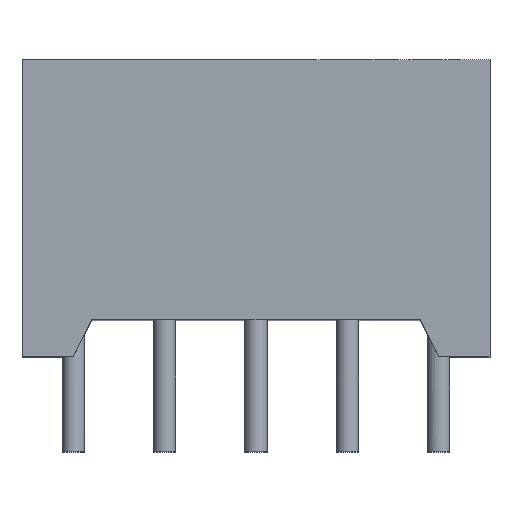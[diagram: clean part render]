
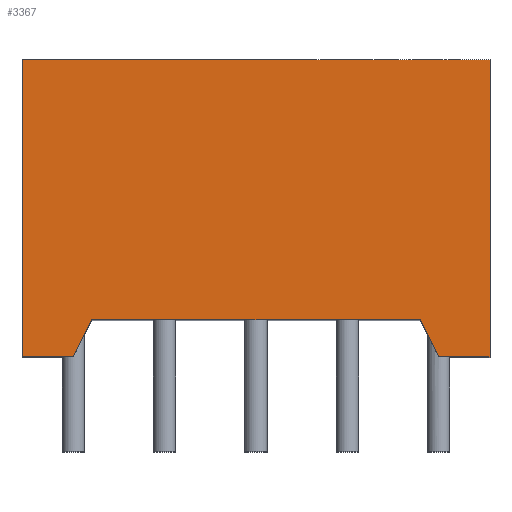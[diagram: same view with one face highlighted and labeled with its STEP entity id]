
A CAD part, top view. The second image highlights one B-rep face of the part: STEP entity #3367.
In plain terms, the highlighted planar face has unit normal (0, 0, 1).
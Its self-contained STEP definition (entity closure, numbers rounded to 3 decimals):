
#186 = EDGE_CURVE ( 'NONE', #1447, #1420, #2914, .T. ) ;
#187 = EDGE_CURVE ( 'NONE', #1420, #459, #2918, .T. ) ;
#195 = EDGE_CURVE ( 'NONE', #1447, #1444, #2931, .T. ) ;
#204 = EDGE_CURVE ( 'NONE', #882, #1439, #2948, .T. ) ;
#220 = EDGE_CURVE ( 'NONE', #1411, #882, #2977, .T. ) ;
#222 = EDGE_CURVE ( 'NONE', #1431, #1411, #2976, .T. ) ;
#225 = EDGE_CURVE ( 'NONE', #1444, #1439, #2979, .T. ) ;
#238 = EDGE_CURVE ( 'NONE', #1431, #459, #3006, .T. ) ;
#426 = CARTESIAN_POINT ( 'NONE',  ( -4.42, 1., 9.5 ) ) ;
#429 = DIRECTION ( 'NONE',  ( -1., 0., 0. ) ) ;
#434 = DIRECTION ( 'NONE',  ( 1., 0., 0. ) ) ;
#435 = CARTESIAN_POINT ( 'NONE',  ( -6.3, 0., 9.5 ) ) ;
#459 = VERTEX_POINT ( 'NONE', #2588 ) ;
#497 = DIRECTION ( 'NONE',  ( -0.447, 0.894, 0. ) ) ;
#502 = DIRECTION ( 'NONE',  ( -0.447, -0.894, 0. ) ) ;
#506 = CARTESIAN_POINT ( 'NONE',  ( 4.42, 1., 9.5 ) ) ;
#724 = EDGE_LOOP ( 'NONE', ( #3586, #3609, #3601, #3604, #3607, #3606, #3605, #3608 ) ) ;
#882 = VERTEX_POINT ( 'NONE', #2700 ) ;
#986 = DIRECTION ( 'NONE',  ( 1., 0., 0. ) ) ;
#998 = DIRECTION ( 'NONE',  ( 0., -1., 0. ) ) ;
#999 = CARTESIAN_POINT ( 'NONE',  ( 6.3, 8., 9.5 ) ) ;
#1000 = CARTESIAN_POINT ( 'NONE',  ( -6.3, 8., 9.5 ) ) ;
#1003 = DIRECTION ( 'NONE',  ( 0., -1., 0. ) ) ;
#1031 = CARTESIAN_POINT ( 'NONE',  ( -4.92, 0., 9.5 ) ) ;
#1034 = CARTESIAN_POINT ( 'NONE',  ( -6.3, 8., 9.5 ) ) ;
#1411 = VERTEX_POINT ( 'NONE', #2824 ) ;
#1420 = VERTEX_POINT ( 'NONE', #2834 ) ;
#1431 = VERTEX_POINT ( 'NONE', #2845 ) ;
#1439 = VERTEX_POINT ( 'NONE', #2853 ) ;
#1444 = VERTEX_POINT ( 'NONE', #2858 ) ;
#1447 = VERTEX_POINT ( 'NONE', #2861 ) ;
#1509 = AXIS2_PLACEMENT_3D ( 'NONE', #4113, #4114, #4115 ) ;
#2371 = DIRECTION ( 'NONE',  ( 1., 0., 0. ) ) ;
#2375 = CARTESIAN_POINT ( 'NONE',  ( -6.3, 0., 9.5 ) ) ;
#2588 = CARTESIAN_POINT ( 'NONE',  ( 6.3, 0., 9.5 ) ) ;
#2700 = CARTESIAN_POINT ( 'NONE',  ( -4.42, 1., 9.5 ) ) ;
#2824 = CARTESIAN_POINT ( 'NONE',  ( 4.42, 1., 9.5 ) ) ;
#2834 = CARTESIAN_POINT ( 'NONE',  ( 6.3, 8., 9.5 ) ) ;
#2845 = CARTESIAN_POINT ( 'NONE',  ( 4.92, 0., 9.5 ) ) ;
#2853 = CARTESIAN_POINT ( 'NONE',  ( -4.92, 0., 9.5 ) ) ;
#2858 = CARTESIAN_POINT ( 'NONE',  ( -6.3, 0., 9.5 ) ) ;
#2861 = CARTESIAN_POINT ( 'NONE',  ( -6.3, 8., 9.5 ) ) ;
#2914 = LINE ( 'NONE', #1000, #2919 ) ;
#2918 = LINE ( 'NONE', #999, #2921 ) ;
#2919 = VECTOR ( 'NONE', #986, 1000. ) ;
#2921 = VECTOR ( 'NONE', #998, 1000. ) ;
#2931 = LINE ( 'NONE', #1034, #2936 ) ;
#2936 = VECTOR ( 'NONE', #1003, 1000. ) ;
#2946 = VECTOR ( 'NONE', #502, 1000. ) ;
#2948 = LINE ( 'NONE', #1031, #2946 ) ;
#2976 = LINE ( 'NONE', #506, #2982 ) ;
#2977 = LINE ( 'NONE', #426, #2978 ) ;
#2978 = VECTOR ( 'NONE', #429, 1000. ) ;
#2979 = LINE ( 'NONE', #435, #2987 ) ;
#2982 = VECTOR ( 'NONE', #497, 1000. ) ;
#2987 = VECTOR ( 'NONE', #434, 1000. ) ;
#3006 = LINE ( 'NONE', #2375, #3010 ) ;
#3010 = VECTOR ( 'NONE', #2371, 1000. ) ;
#3038 = FACE_OUTER_BOUND ( 'NONE', #724, .T. ) ;
#3367 = ADVANCED_FACE ( 'NONE', ( #3038 ), #4094, .F. ) ;
#3586 = ORIENTED_EDGE ( 'NONE', *, *, #225, .T. ) ;
#3601 = ORIENTED_EDGE ( 'NONE', *, *, #220, .F. ) ;
#3604 = ORIENTED_EDGE ( 'NONE', *, *, #222, .F. ) ;
#3605 = ORIENTED_EDGE ( 'NONE', *, *, #186, .F. ) ;
#3606 = ORIENTED_EDGE ( 'NONE', *, *, #187, .F. ) ;
#3607 = ORIENTED_EDGE ( 'NONE', *, *, #238, .T. ) ;
#3608 = ORIENTED_EDGE ( 'NONE', *, *, #195, .T. ) ;
#3609 = ORIENTED_EDGE ( 'NONE', *, *, #204, .F. ) ;
#4094 = PLANE ( 'NONE',  #1509 ) ;
#4113 = CARTESIAN_POINT ( 'NONE',  ( -6.3, 8., 9.5 ) ) ;
#4114 = DIRECTION ( 'NONE',  ( 0., 0., -1. ) ) ;
#4115 = DIRECTION ( 'NONE',  ( -1., 0., 0. ) ) ;
